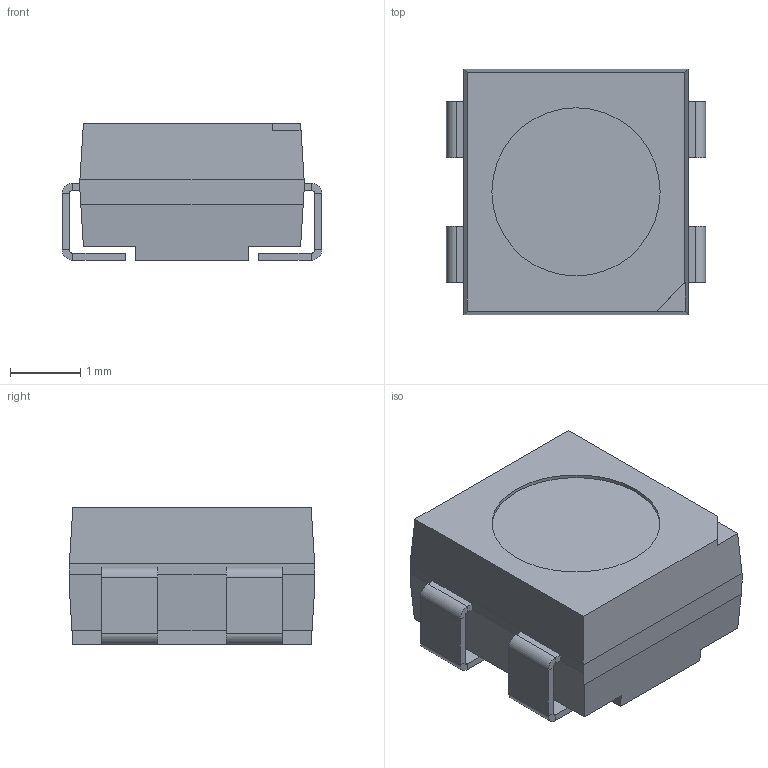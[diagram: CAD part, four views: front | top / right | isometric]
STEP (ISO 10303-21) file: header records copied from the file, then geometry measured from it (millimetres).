
FILE_DESCRIPTION (( 'STEP AP214' ), '1' );
FILE_NAME ('LED-SMD_4P-L3.5-W3.5-BR_SK6812MINI-HS.STEP', '2021-12-09T13:48:09', ( '' ), ( '' ), 'SwSTEP 2.0', 'SolidWorks 2018', '' );
FILE_SCHEMA (( 'AUTOMOTIVE_DESIGN' ));
Length unit declared in the file: millimetre
Products named in the file (1): LED-SMD_4P-L3.5-W3.5-BR_SK6812MINI-HS
Bounding box: 3.7 x 3.5 x 1.95 mm (x, y, z)
Volume: 20.6 mm3; surface area: 60.8 mm2
Topology: 1 solids, 1 shells, 166 faces, 392 edges, 236 vertices
Faces by surface type: plane 134, cylinder 18, bspline 14
Entity records: 5613 total; most frequent: CARTESIAN_POINT 1593, ORIENTED_EDGE 784, DIRECTION 706, EDGE_CURVE 392, LINE 328, VECTOR 328, VERTEX_POINT 236, AXIS2_PLACEMENT_3D 189
